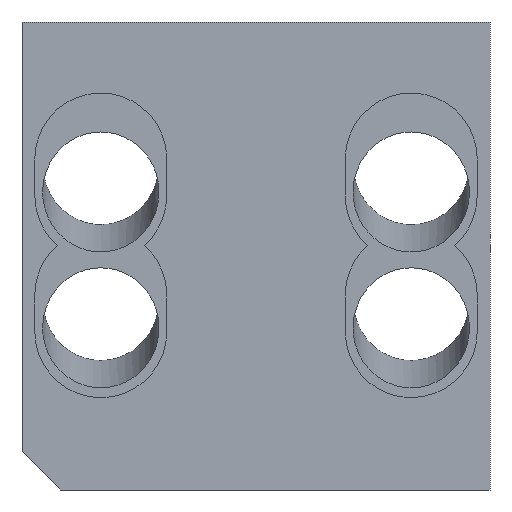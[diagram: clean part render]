
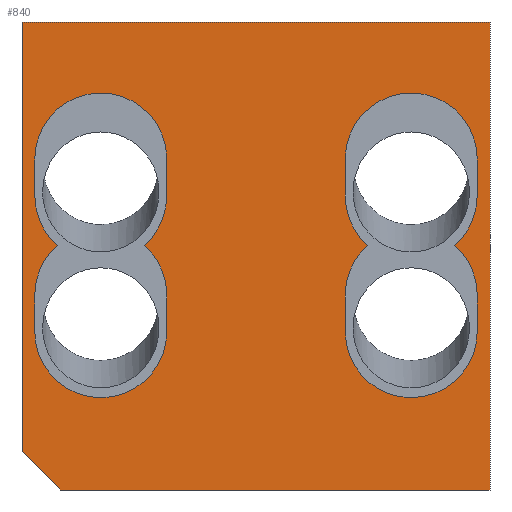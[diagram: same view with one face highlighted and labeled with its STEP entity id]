
A CAD part, front view. The second image highlights one B-rep face of the part: STEP entity #840.
In plain terms, the highlighted planar face has unit normal (0, -1, 0).
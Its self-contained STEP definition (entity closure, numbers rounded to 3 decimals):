
#44=FACE_BOUND('',#182,.T.);
#45=FACE_BOUND('',#183,.T.);
#77=CIRCLE('',#880,17.);
#78=CIRCLE('',#882,17.);
#79=CIRCLE('',#884,17.);
#80=CIRCLE('',#888,17.);
#81=CIRCLE('',#891,17.);
#82=CIRCLE('',#894,17.);
#83=CIRCLE('',#898,17.);
#90=CIRCLE('',#909,17.);
#91=CIRCLE('',#911,17.);
#92=CIRCLE('',#913,17.);
#93=CIRCLE('',#917,17.);
#94=CIRCLE('',#921,17.);
#131=FACE_OUTER_BOUND('',#181,.T.);
#181=EDGE_LOOP('',(#693,#694,#695,#696,#697));
#182=EDGE_LOOP('',(#698,#699,#700,#701,#702,#703,#704,#705,#706,#707,#708,
#709));
#183=EDGE_LOOP('',(#710,#711,#712,#713,#714,#715,#716,#717,#718,#719,#720,
#721));
#203=LINE('',#1223,#275);
#207=LINE('',#1232,#279);
#218=LINE('',#1274,#290);
#219=LINE('',#1276,#291);
#220=LINE('',#1281,#292);
#223=LINE('',#1289,#295);
#228=LINE('',#1301,#300);
#232=LINE('',#1310,#304);
#242=LINE('',#1353,#314);
#243=LINE('',#1355,#315);
#246=LINE('',#1363,#318);
#247=LINE('',#1366,#319);
#251=LINE('',#1377,#323);
#257=LINE('',#1394,#329);
#258=LINE('',#1397,#330);
#262=LINE('',#1407,#334);
#263=LINE('',#1408,#335);
#275=VECTOR('',#965,10.);
#279=VECTOR('',#971,10.);
#290=VECTOR('',#1014,10.);
#291=VECTOR('',#1017,10.);
#292=VECTOR('',#1024,10.);
#295=VECTOR('',#1033,10.);
#300=VECTOR('',#1044,10.);
#304=VECTOR('',#1050,10.);
#314=VECTOR('',#1096,10.);
#315=VECTOR('',#1099,10.);
#318=VECTOR('',#1108,10.);
#319=VECTOR('',#1111,10.);
#323=VECTOR('',#1121,10.);
#329=VECTOR('',#1139,10.);
#330=VECTOR('',#1142,10.);
#334=VECTOR('',#1152,10.);
#335=VECTOR('',#1153,10.);
#347=VERTEX_POINT('',#1220);
#348=VERTEX_POINT('',#1222);
#351=VERTEX_POINT('',#1229);
#352=VERTEX_POINT('',#1231);
#363=VERTEX_POINT('',#1258);
#364=VERTEX_POINT('',#1260);
#365=VERTEX_POINT('',#1264);
#366=VERTEX_POINT('',#1266);
#367=VERTEX_POINT('',#1270);
#368=VERTEX_POINT('',#1280);
#369=VERTEX_POINT('',#1284);
#370=VERTEX_POINT('',#1288);
#372=VERTEX_POINT('',#1295);
#374=VERTEX_POINT('',#1299);
#376=VERTEX_POINT('',#1304);
#378=VERTEX_POINT('',#1308);
#379=VERTEX_POINT('',#1312);
#390=VERTEX_POINT('',#1339);
#391=VERTEX_POINT('',#1343);
#392=VERTEX_POINT('',#1345);
#393=VERTEX_POINT('',#1349);
#394=VERTEX_POINT('',#1357);
#395=VERTEX_POINT('',#1361);
#396=VERTEX_POINT('',#1365);
#399=VERTEX_POINT('',#1374);
#400=VERTEX_POINT('',#1376);
#405=VERTEX_POINT('',#1392);
#406=VERTEX_POINT('',#1396);
#409=VERTEX_POINT('',#1406);
#426=EDGE_CURVE('',#348,#347,#203,.T.);
#430=EDGE_CURVE('',#352,#351,#207,.T.);
#445=EDGE_CURVE('',#364,#363,#77,.T.);
#449=EDGE_CURVE('',#365,#366,#78,.T.);
#451=EDGE_CURVE('',#347,#367,#79,.T.);
#452=EDGE_CURVE('',#367,#364,#218,.T.);
#453=EDGE_CURVE('',#366,#348,#219,.T.);
#454=EDGE_CURVE('',#351,#365,#80,.T.);
#455=EDGE_CURVE('',#368,#352,#220,.T.);
#457=EDGE_CURVE('',#369,#368,#81,.T.);
#459=EDGE_CURVE('',#370,#369,#223,.T.);
#461=EDGE_CURVE('',#363,#370,#82,.T.);
#465=EDGE_CURVE('',#372,#374,#228,.T.);
#469=EDGE_CURVE('',#376,#378,#232,.T.);
#470=EDGE_CURVE('',#379,#372,#83,.T.);
#484=EDGE_CURVE('',#390,#376,#90,.T.);
#488=EDGE_CURVE('',#391,#392,#91,.T.);
#489=EDGE_CURVE('',#393,#379,#92,.T.);
#491=EDGE_CURVE('',#392,#390,#242,.T.);
#492=EDGE_CURVE('',#378,#393,#243,.T.);
#493=EDGE_CURVE('',#394,#391,#93,.T.);
#496=EDGE_CURVE('',#374,#395,#246,.T.);
#497=EDGE_CURVE('',#396,#394,#247,.T.);
#499=EDGE_CURVE('',#395,#396,#94,.T.);
#502=EDGE_CURVE('',#400,#399,#251,.T.);
#511=EDGE_CURVE('',#399,#405,#257,.T.);
#512=EDGE_CURVE('',#405,#406,#258,.T.);
#517=EDGE_CURVE('',#406,#409,#262,.T.);
#518=EDGE_CURVE('',#409,#400,#263,.T.);
#693=ORIENTED_EDGE('',*,*,#502,.T.);
#694=ORIENTED_EDGE('',*,*,#511,.T.);
#695=ORIENTED_EDGE('',*,*,#512,.T.);
#696=ORIENTED_EDGE('',*,*,#517,.T.);
#697=ORIENTED_EDGE('',*,*,#518,.T.);
#698=ORIENTED_EDGE('',*,*,#449,.T.);
#699=ORIENTED_EDGE('',*,*,#453,.T.);
#700=ORIENTED_EDGE('',*,*,#426,.T.);
#701=ORIENTED_EDGE('',*,*,#451,.T.);
#702=ORIENTED_EDGE('',*,*,#452,.T.);
#703=ORIENTED_EDGE('',*,*,#445,.T.);
#704=ORIENTED_EDGE('',*,*,#461,.T.);
#705=ORIENTED_EDGE('',*,*,#459,.T.);
#706=ORIENTED_EDGE('',*,*,#457,.T.);
#707=ORIENTED_EDGE('',*,*,#455,.T.);
#708=ORIENTED_EDGE('',*,*,#430,.T.);
#709=ORIENTED_EDGE('',*,*,#454,.T.);
#710=ORIENTED_EDGE('',*,*,#488,.T.);
#711=ORIENTED_EDGE('',*,*,#491,.T.);
#712=ORIENTED_EDGE('',*,*,#484,.T.);
#713=ORIENTED_EDGE('',*,*,#469,.T.);
#714=ORIENTED_EDGE('',*,*,#492,.T.);
#715=ORIENTED_EDGE('',*,*,#489,.T.);
#716=ORIENTED_EDGE('',*,*,#470,.T.);
#717=ORIENTED_EDGE('',*,*,#465,.T.);
#718=ORIENTED_EDGE('',*,*,#496,.T.);
#719=ORIENTED_EDGE('',*,*,#499,.T.);
#720=ORIENTED_EDGE('',*,*,#497,.T.);
#721=ORIENTED_EDGE('',*,*,#493,.T.);
#804=PLANE('',#932);
#840=ADVANCED_FACE('',(#131,#44,#45),#804,.F.);
#880=AXIS2_PLACEMENT_3D('',#1261,#998,#999);
#882=AXIS2_PLACEMENT_3D('',#1268,#1005,#1006);
#884=AXIS2_PLACEMENT_3D('',#1272,#1010,#1011);
#888=AXIS2_PLACEMENT_3D('',#1278,#1020,#1021);
#891=AXIS2_PLACEMENT_3D('',#1285,#1028,#1029);
#894=AXIS2_PLACEMENT_3D('',#1292,#1037,#1038);
#898=AXIS2_PLACEMENT_3D('',#1313,#1053,#1054);
#909=AXIS2_PLACEMENT_3D('',#1340,#1080,#1081);
#911=AXIS2_PLACEMENT_3D('',#1347,#1087,#1088);
#913=AXIS2_PLACEMENT_3D('',#1350,#1091,#1092);
#917=AXIS2_PLACEMENT_3D('',#1358,#1102,#1103);
#921=AXIS2_PLACEMENT_3D('',#1369,#1115,#1116);
#932=AXIS2_PLACEMENT_3D('',#1405,#1150,#1151);
#965=DIRECTION('',(0.,0.,-1.));
#971=DIRECTION('',(0.,0.,-1.));
#998=DIRECTION('center_axis',(0.,1.,0.));
#999=DIRECTION('ref_axis',(1.,0.,0.));
#1005=DIRECTION('center_axis',(0.,1.,0.));
#1006=DIRECTION('ref_axis',(1.,0.,0.));
#1010=DIRECTION('center_axis',(0.,1.,0.));
#1011=DIRECTION('ref_axis',(-1.,0.,0.));
#1014=DIRECTION('',(0.,0.,1.));
#1017=DIRECTION('',(1.,0.,0.));
#1020=DIRECTION('center_axis',(0.,1.,0.));
#1021=DIRECTION('ref_axis',(-1.,0.,0.));
#1024=DIRECTION('',(1.,0.,0.));
#1028=DIRECTION('center_axis',(0.,1.,0.));
#1029=DIRECTION('ref_axis',(1.,0.,0.));
#1033=DIRECTION('',(0.,0.,1.));
#1037=DIRECTION('center_axis',(0.,1.,0.));
#1038=DIRECTION('ref_axis',(-1.,0.,0.));
#1044=DIRECTION('',(0.,0.,1.));
#1050=DIRECTION('',(0.,0.,1.));
#1053=DIRECTION('center_axis',(0.,1.,0.));
#1054=DIRECTION('ref_axis',(1.,0.,0.));
#1080=DIRECTION('center_axis',(0.,1.,0.));
#1081=DIRECTION('ref_axis',(1.,0.,0.));
#1087=DIRECTION('center_axis',(0.,1.,0.));
#1088=DIRECTION('ref_axis',(-1.,0.,0.));
#1091=DIRECTION('center_axis',(0.,1.,0.));
#1092=DIRECTION('ref_axis',(-1.,0.,0.));
#1096=DIRECTION('',(0.,0.,-1.));
#1099=DIRECTION('',(1.,0.,0.));
#1102=DIRECTION('center_axis',(0.,1.,0.));
#1103=DIRECTION('ref_axis',(1.,0.,0.));
#1108=DIRECTION('',(1.,0.,0.));
#1111=DIRECTION('',(0.,0.,-1.));
#1115=DIRECTION('center_axis',(0.,1.,0.));
#1116=DIRECTION('ref_axis',(-1.,0.,0.));
#1121=DIRECTION('',(0.,0.,1.));
#1139=DIRECTION('',(-1.,0.,0.));
#1142=DIRECTION('',(0.,0.,-1.));
#1150=DIRECTION('center_axis',(0.,1.,0.));
#1151=DIRECTION('ref_axis',(1.,0.,0.));
#1152=DIRECTION('',(0.707,0.,-0.707));
#1153=DIRECTION('',(1.,0.,0.));
#1220=CARTESIAN_POINT('',(37.3,-2.,40.8));
#1222=CARTESIAN_POINT('',(37.3,-2.,51.05));
#1223=CARTESIAN_POINT('',(37.3,-2.,59.175));
#1229=CARTESIAN_POINT('',(37.3,-2.,75.8));
#1231=CARTESIAN_POINT('',(37.3,-2.,86.05));
#1232=CARTESIAN_POINT('',(37.3,-2.,59.175));
#1258=CARTESIAN_POINT('',(9.056,-2.,63.05));
#1260=CARTESIAN_POINT('',(3.3,-2.,50.3));
#1261=CARTESIAN_POINT('Origin',(20.3,-2.,50.3));
#1264=CARTESIAN_POINT('',(31.544,-2.,63.05));
#1266=CARTESIAN_POINT('',(37.283,-2.,51.05));
#1268=CARTESIAN_POINT('Origin',(20.3,-2.,50.3));
#1270=CARTESIAN_POINT('',(3.3,-2.,40.8));
#1272=CARTESIAN_POINT('Origin',(20.3,-2.,40.8));
#1274=CARTESIAN_POINT('',(3.3,-2.,52.8));
#1276=CARTESIAN_POINT('',(51.808,-2.,51.05));
#1278=CARTESIAN_POINT('Origin',(20.3,-2.,75.8));
#1280=CARTESIAN_POINT('',(37.283,-2.,86.05));
#1281=CARTESIAN_POINT('',(51.808,-2.,86.05));
#1284=CARTESIAN_POINT('',(3.3,-2.,85.3));
#1285=CARTESIAN_POINT('Origin',(20.3,-2.,85.3));
#1288=CARTESIAN_POINT('',(3.3,-2.,75.8));
#1289=CARTESIAN_POINT('',(3.3,-2.,70.3));
#1292=CARTESIAN_POINT('Origin',(20.3,-2.,75.8));
#1295=CARTESIAN_POINT('',(83.3,-2.,75.76));
#1299=CARTESIAN_POINT('',(83.3,-2.,86.05));
#1301=CARTESIAN_POINT('',(83.3,-2.,59.175));
#1304=CARTESIAN_POINT('',(83.3,-2.,40.76));
#1308=CARTESIAN_POINT('',(83.3,-2.,51.05));
#1310=CARTESIAN_POINT('',(83.3,-2.,59.175));
#1312=CARTESIAN_POINT('',(89.056,-2.,63.05));
#1313=CARTESIAN_POINT('Origin',(100.3,-2.,75.8));
#1339=CARTESIAN_POINT('',(117.3,-2.,40.8));
#1340=CARTESIAN_POINT('Origin',(100.3,-2.,40.8));
#1343=CARTESIAN_POINT('',(111.544,-2.,63.05));
#1345=CARTESIAN_POINT('',(117.3,-2.,50.3));
#1347=CARTESIAN_POINT('Origin',(100.3,-2.,50.3));
#1349=CARTESIAN_POINT('',(83.317,-2.,51.05));
#1350=CARTESIAN_POINT('Origin',(100.3,-2.,50.3));
#1353=CARTESIAN_POINT('',(117.3,-2.,48.05));
#1355=CARTESIAN_POINT('',(71.808,-2.,51.05));
#1357=CARTESIAN_POINT('',(117.3,-2.,75.8));
#1358=CARTESIAN_POINT('Origin',(100.3,-2.,75.8));
#1361=CARTESIAN_POINT('',(83.317,-2.,86.05));
#1363=CARTESIAN_POINT('',(71.808,-2.,86.05));
#1365=CARTESIAN_POINT('',(117.3,-2.,85.3));
#1366=CARTESIAN_POINT('',(117.3,-2.,65.55));
#1369=CARTESIAN_POINT('Origin',(100.3,-2.,85.3));
#1374=CARTESIAN_POINT('',(120.6,-2.,120.6));
#1376=CARTESIAN_POINT('',(120.6,-2.,0.));
#1377=CARTESIAN_POINT('',(120.6,-2.,120.6));
#1392=CARTESIAN_POINT('',(0.,-2.,120.6));
#1394=CARTESIAN_POINT('',(0.,-2.,120.6));
#1396=CARTESIAN_POINT('',(0.,-2.,9.8));
#1397=CARTESIAN_POINT('',(0.,-2.,0.));
#1405=CARTESIAN_POINT('Origin',(60.3,-2.,55.3));
#1406=CARTESIAN_POINT('',(9.8,-2.,0.));
#1407=CARTESIAN_POINT('',(9.8,-2.,0.));
#1408=CARTESIAN_POINT('',(120.6,-2.,0.));
